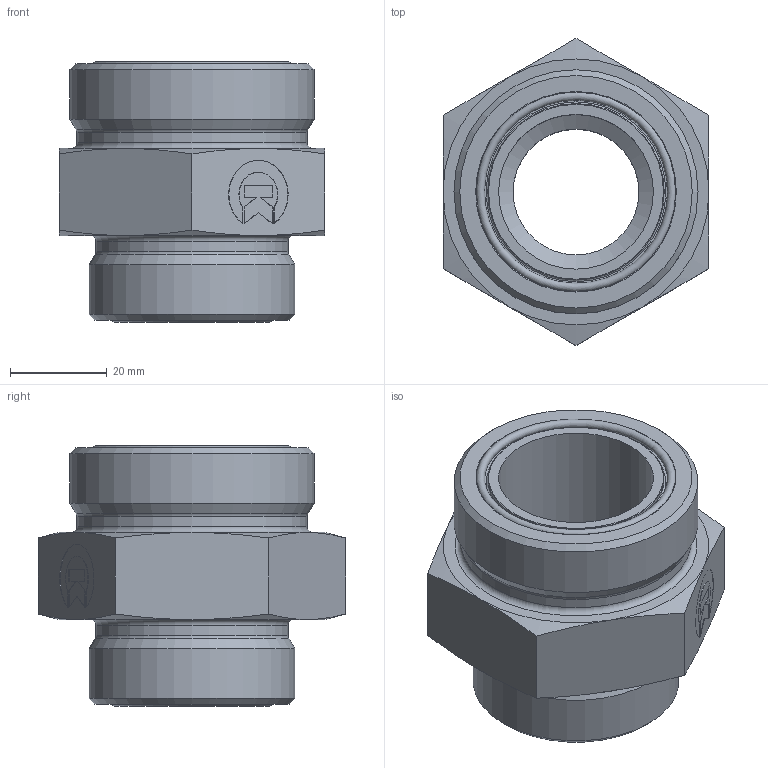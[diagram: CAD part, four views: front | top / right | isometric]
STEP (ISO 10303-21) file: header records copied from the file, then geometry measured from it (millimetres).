
FILE_DESCRIPTION((''),'2;1');
FILE_NAME('203103227Vi.stp','2015-01-09T14:40:18',(''),('KNOMI spol. s r. o.'),'Autodesk Inventor 2012','Autodesk Inventor 2012','');
FILE_SCHEMA(('AUTOMOTIVE_DESIGN { 1 2 10303 214 0 1 1 1 }'));
Length unit declared in the file: millimetre
Products named in the file (4): POS 38x30 (24-20) Vi 2-12 / 1 11/16-12 (WWW); 203113227; 6037820178Vi; 6029870178Vi
Assembly tree (3 placements, depth 2):
  POS 38x30 (24-20) Vi 2-12 / 1 11/16-12 (WWW)
    203113227
    6037820178Vi
    6029870178Vi
Bounding box: 55 x 63.51 x 53.82 mm (x, y, z)
Volume: 69260.4 mm3; surface area: 19048.3 mm2
Topology: 3 solids, 3 shells, 89 faces, 200 edges, 123 vertices
Faces by surface type: plane 44, cone 17, cylinder 14, torus 14
Full cylindrical faces by diameter (mm): 26 x1, 28.55 x1, 32 x1, 33.25 x1, 36.47 x1, 39.75 x1, 41.17 x1, 42.57 x1, 47.65 x1, 50.47 x1
Entity records: 2400 total; most frequent: CARTESIAN_POINT 434, DIRECTION 396, ORIENTED_EDGE 340, EDGE_CURVE 170, AXIS2_PLACEMENT_3D 154, EDGE_LOOP 128, VERTEX_POINT 120, FACE_OUTER_BOUND 89
